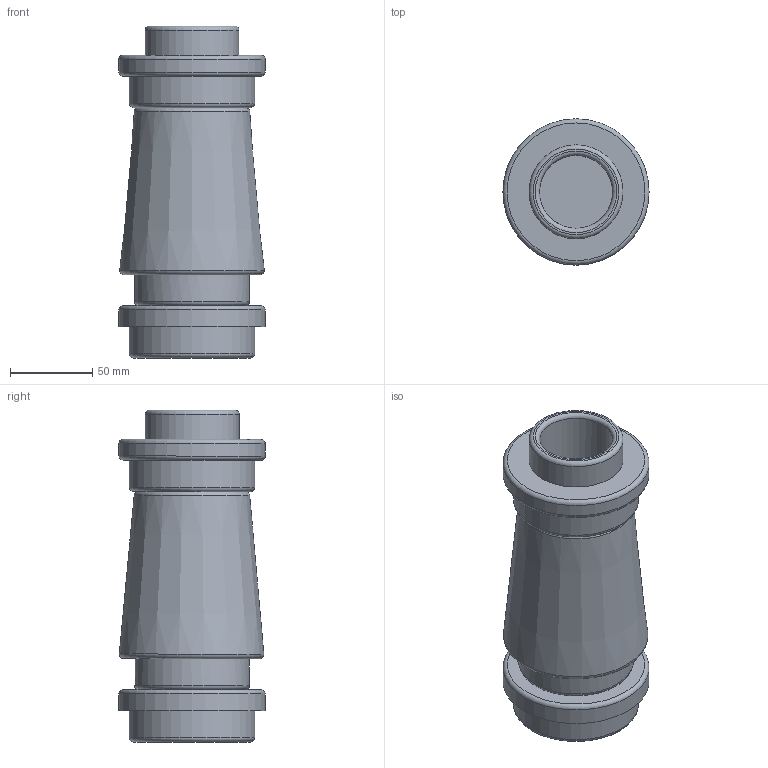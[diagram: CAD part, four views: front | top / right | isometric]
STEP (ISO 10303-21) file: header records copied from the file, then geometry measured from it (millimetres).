
FILE_DESCRIPTION(/* description */ ('STEP AP242','CAx-IF Rec.Pracs.---Representation and Presentation of Product Manufacturing Information (PMI)---4.0---2014-10-13','CAx-IF Rec.Pracs.---3D Tessellated Geometry---0.4---2014-09-14','2;1'),/* implementation_level */ '2;1');
FILE_NAME(/* name */ '6684ac328a3c1a377b298f25',/* time_stamp */ '2024-07-03T01:41:06Z',/* author */ (''),/* organization */ (''),/* preprocessor_version */ 'ST-DEVELOPER v20',/* originating_system */ ' ',/* authorisation */ ' ');
FILE_SCHEMA (('AP242_MANAGED_MODEL_BASED_3D_ENGINEERING_MIM_LF { 1 0 10303 442 1 1 4 }'));
Length unit declared in the file: metre
Products named in the file (5): Assembly 1; Part 1; Part 2
Assembly tree (4 placements, depth 2):
  Assembly 1
    Part 1
    Part 1
    Part 1
    Part 2
Bounding box: 88.9 x 88.97 x 201.93 mm (x, y, z)
Volume: 696680.2 mm3; surface area: 107729.7 mm2
Topology: 4 solids, 4 shells, 42 faces, 80 edges, 49 vertices
Faces by surface type: cylinder 13, plane 13, torus 13, cone 3
Full cylindrical faces by diameter (mm): 44.45 x3, 56.896 x2, 57.15 x3, 69.85 x1, 76.2 x2, 88.9 x2
Entity records: 1169 total; most frequent: CARTESIAN_POINT 314, DIRECTION 176, ORIENTED_EDGE 90, AXIS2_PLACEMENT_3D 88, EDGE_LOOP 82, FACE_BOUND 82, EDGE_CURVE 45, VERTEX_POINT 43
